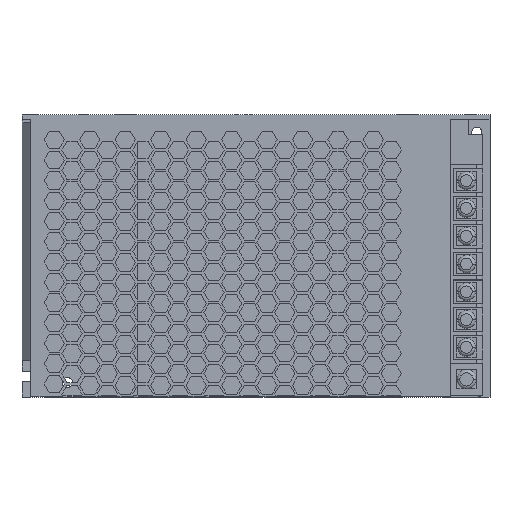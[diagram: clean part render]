
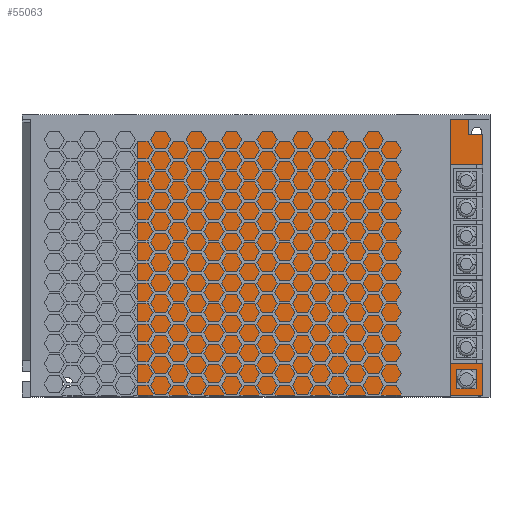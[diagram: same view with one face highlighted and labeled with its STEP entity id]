
A CAD part, top view. The second image highlights one B-rep face of the part: STEP entity #55063.
In plain terms, the highlighted planar face has unit normal (0, 0, 1).
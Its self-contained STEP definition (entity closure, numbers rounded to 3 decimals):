
#338 = EDGE_LOOP ( 'NONE', ( #81001, #3564, #23735, #20715 ) ) ;
#909 = LINE ( 'NONE', #7067, #62477 ) ;
#1197 = ORIENTED_EDGE ( 'NONE', *, *, #48462, .F. ) ;
#3233 = ORIENTED_EDGE ( 'NONE', *, *, #3717, .T. ) ;
#3564 = ORIENTED_EDGE ( 'NONE', *, *, #67971, .F. ) ;
#3717 = EDGE_CURVE ( 'NONE', #78254, #45286, #53736, .T. ) ;
#3794 = DIRECTION ( 'NONE',  ( 1., 0., 0. ) ) ;
#3814 = CARTESIAN_POINT ( 'NONE',  ( 71.75, -36.95, -29.5 ) ) ;
#6002 = ORIENTED_EDGE ( 'NONE', *, *, #54922, .T. ) ;
#6080 = ORIENTED_EDGE ( 'NONE', *, *, #41935, .F. ) ;
#6677 = VECTOR ( 'NONE', #22282, 1000. ) ;
#7067 = CARTESIAN_POINT ( 'NONE',  ( 71.75, 0., -29.5 ) ) ;
#7198 = CARTESIAN_POINT ( 'NONE',  ( 71.25, -36.95, -29.5 ) ) ;
#7530 = CARTESIAN_POINT ( 'NONE',  ( 71.75, -47.85, -29.5 ) ) ;
#8916 = CARTESIAN_POINT ( 'NONE',  ( 77.85, 41.45, -29.5 ) ) ;
#9509 = ORIENTED_EDGE ( 'NONE', *, *, #43818, .T. ) ;
#9543 = VERTEX_POINT ( 'NONE', #59774 ) ;
#9990 = AXIS2_PLACEMENT_3D ( 'NONE', #12796, #11589, #80346 ) ;
#10977 = CARTESIAN_POINT ( 'NONE',  ( 73.886, -45.7, -29.5 ) ) ;
#11056 = LINE ( 'NONE', #80591, #37715 ) ;
#11589 = DIRECTION ( 'NONE',  ( 0., 0., 1. ) ) ;
#12769 = VERTEX_POINT ( 'NONE', #79765 ) ;
#12796 = CARTESIAN_POINT ( 'NONE',  ( 0., 0., -29.5 ) ) ;
#13114 = CARTESIAN_POINT ( 'NONE',  ( 64.95, 30.95, -29.5 ) ) ;
#16291 = CARTESIAN_POINT ( 'NONE',  ( 80.486, -45.7, -29.5 ) ) ;
#16845 = EDGE_CURVE ( 'NONE', #75732, #9543, #70033, .T. ) ;
#17075 = ORIENTED_EDGE ( 'NONE', *, *, #32779, .F. ) ;
#17301 = CARTESIAN_POINT ( 'NONE',  ( 82.85, -47.85, -29.5 ) ) ;
#17364 = CARTESIAN_POINT ( 'NONE',  ( 82.85, -47.85, -29.5 ) ) ;
#18598 = ORIENTED_EDGE ( 'NONE', *, *, #28136, .T. ) ;
#19199 = VERTEX_POINT ( 'NONE', #75954 ) ;
#20317 = ORIENTED_EDGE ( 'NONE', *, *, #79928, .T. ) ;
#20506 = DIRECTION ( 'NONE',  ( -1., 0., 0. ) ) ;
#20715 = ORIENTED_EDGE ( 'NONE', *, *, #76394, .F. ) ;
#20916 = CARTESIAN_POINT ( 'NONE',  ( 73.886, -39.1, -29.5 ) ) ;
#21118 = VERTEX_POINT ( 'NONE', #3814 ) ;
#21582 = CARTESIAN_POINT ( 'NONE',  ( 77.85, 46.45, -29.5 ) ) ;
#22282 = DIRECTION ( 'NONE',  ( 0., 1., 0. ) ) ;
#22378 = DIRECTION ( 'NONE',  ( 0., -1., 0. ) ) ;
#22932 = VECTOR ( 'NONE', #63366, 1000. ) ;
#23735 = ORIENTED_EDGE ( 'NONE', *, *, #16845, .F. ) ;
#23769 = CARTESIAN_POINT ( 'NONE',  ( -35.096, -47.85, -29.5 ) ) ;
#25092 = PLANE ( 'NONE',  #9990 ) ;
#25700 = CARTESIAN_POINT ( 'NONE',  ( 82.85, -47.85, -29.5 ) ) ;
#26045 = EDGE_CURVE ( 'NONE', #44113, #39667, #51764, .T. ) ;
#26207 = DIRECTION ( 'NONE',  ( -1., 0., 0. ) ) ;
#26311 = LINE ( 'NONE', #70094, #77262 ) ;
#26954 = VERTEX_POINT ( 'NONE', #50164 ) ;
#26967 = ORIENTED_EDGE ( 'NONE', *, *, #46692, .T. ) ;
#27750 = CARTESIAN_POINT ( 'NONE',  ( 64.95, 30.95, -29.5 ) ) ;
#28136 = EDGE_CURVE ( 'NONE', #46103, #80693, #76728, .T. ) ;
#28827 = CARTESIAN_POINT ( 'NONE',  ( 77.85, 41.45, -29.5 ) ) ;
#29692 = VECTOR ( 'NONE', #3794, 1000. ) ;
#30641 = LINE ( 'NONE', #25700, #22932 ) ;
#32032 = DIRECTION ( 'NONE',  ( 0., 1., 0. ) ) ;
#32648 = EDGE_LOOP ( 'NONE', ( #17075, #3233, #42684, #37986, #6002, #44490, #9509, #38202, #45601, #26967, #6080, #1197, #18598, #20317 ) ) ;
#32779 = EDGE_CURVE ( 'NONE', #78254, #21118, #909, .T. ) ;
#33858 = VERTEX_POINT ( 'NONE', #27750 ) ;
#34574 = FACE_BOUND ( 'NONE', #338, .T. ) ;
#35275 = DIRECTION ( 'NONE',  ( 0., -1., 0. ) ) ;
#35539 = DIRECTION ( 'NONE',  ( 1., 0., 0. ) ) ;
#36024 = DIRECTION ( 'NONE',  ( 0., -1., 0. ) ) ;
#37216 = EDGE_CURVE ( 'NONE', #51045, #72821, #52693, .T. ) ;
#37556 = LINE ( 'NONE', #43301, #68728 ) ;
#37715 = VECTOR ( 'NONE', #36024, 1000. ) ;
#37986 = ORIENTED_EDGE ( 'NONE', *, *, #37216, .T. ) ;
#38191 = VECTOR ( 'NONE', #35539, 1000. ) ;
#38202 = ORIENTED_EDGE ( 'NONE', *, *, #48867, .T. ) ;
#39092 = DIRECTION ( 'NONE',  ( 0., -1., 0. ) ) ;
#39667 = VERTEX_POINT ( 'NONE', #7198 ) ;
#40393 = DIRECTION ( 'NONE',  ( -1., 0., 0. ) ) ;
#41935 = EDGE_CURVE ( 'NONE', #33858, #26954, #59627, .T. ) ;
#42011 = DIRECTION ( 'NONE',  ( -1., 0., 0. ) ) ;
#42684 = ORIENTED_EDGE ( 'NONE', *, *, #43491, .T. ) ;
#43301 = CARTESIAN_POINT ( 'NONE',  ( 64.95, -36.95, -29.5 ) ) ;
#43491 = EDGE_CURVE ( 'NONE', #45286, #51045, #53384, .T. ) ;
#43818 = EDGE_CURVE ( 'NONE', #62905, #52583, #26311, .T. ) ;
#44113 = VERTEX_POINT ( 'NONE', #51596 ) ;
#44490 = ORIENTED_EDGE ( 'NONE', *, *, #46569, .T. ) ;
#45122 = VECTOR ( 'NONE', #26207, 1000. ) ;
#45286 = VERTEX_POINT ( 'NONE', #73602 ) ;
#45601 = ORIENTED_EDGE ( 'NONE', *, *, #26045, .T. ) ;
#46103 = VERTEX_POINT ( 'NONE', #74483 ) ;
#46243 = VECTOR ( 'NONE', #20506, 1000. ) ;
#46569 = EDGE_CURVE ( 'NONE', #19199, #62905, #76807, .T. ) ;
#46692 = EDGE_CURVE ( 'NONE', #39667, #26954, #78844, .T. ) ;
#47691 = VERTEX_POINT ( 'NONE', #63355 ) ;
#48462 = EDGE_CURVE ( 'NONE', #46103, #33858, #69177, .T. ) ;
#48867 = EDGE_CURVE ( 'NONE', #52583, #44113, #30641, .T. ) ;
#49543 = CARTESIAN_POINT ( 'NONE',  ( 82.75, -36.95, -29.5 ) ) ;
#50164 = CARTESIAN_POINT ( 'NONE',  ( 64.95, -36.95, -29.5 ) ) ;
#51045 = VERTEX_POINT ( 'NONE', #58166 ) ;
#51596 = CARTESIAN_POINT ( 'NONE',  ( 71.25, -47.85, -29.5 ) ) ;
#51764 = LINE ( 'NONE', #78314, #80821 ) ;
#52583 = VERTEX_POINT ( 'NONE', #23769 ) ;
#52693 = LINE ( 'NONE', #71503, #66097 ) ;
#53384 = LINE ( 'NONE', #17364, #6677 ) ;
#53736 = LINE ( 'NONE', #17301, #29692 ) ;
#54201 = DIRECTION ( 'NONE',  ( 0., 1., 0. ) ) ;
#54922 = EDGE_CURVE ( 'NONE', #72821, #19199, #71803, .T. ) ;
#55063 = ADVANCED_FACE ( 'NONE', ( #77941, #34574 ), #25092, .T. ) ;
#55762 = CARTESIAN_POINT ( 'NONE',  ( -35.096, 46.45, -29.5 ) ) ;
#56972 = VECTOR ( 'NONE', #54201, 1000. ) ;
#57506 = CARTESIAN_POINT ( 'NONE',  ( 82.75, 30.95, -29.5 ) ) ;
#58166 = CARTESIAN_POINT ( 'NONE',  ( 82.85, 41.45, -29.5 ) ) ;
#59627 = LINE ( 'NONE', #73090, #78548 ) ;
#59774 = CARTESIAN_POINT ( 'NONE',  ( 73.886, -39.1, -29.5 ) ) ;
#60091 = VECTOR ( 'NONE', #39092, 1000. ) ;
#62477 = VECTOR ( 'NONE', #32032, 1000. ) ;
#62905 = VERTEX_POINT ( 'NONE', #55762 ) ;
#63355 = CARTESIAN_POINT ( 'NONE',  ( 80.486, -45.7, -29.5 ) ) ;
#63366 = DIRECTION ( 'NONE',  ( 1., 0., 0. ) ) ;
#63850 = EDGE_CURVE ( 'NONE', #12769, #47691, #80113, .T. ) ;
#64552 = VECTOR ( 'NONE', #42011, 1000. ) ;
#65248 = DIRECTION ( 'NONE',  ( 0., 1., 0. ) ) ;
#66097 = VECTOR ( 'NONE', #40393, 1000. ) ;
#66611 = LINE ( 'NONE', #16291, #80286 ) ;
#67971 = EDGE_CURVE ( 'NONE', #9543, #12769, #11056, .T. ) ;
#68670 = DIRECTION ( 'NONE',  ( -1., 0., 0. ) ) ;
#68728 = VECTOR ( 'NONE', #68670, 1000. ) ;
#69177 = LINE ( 'NONE', #13114, #45122 ) ;
#70033 = LINE ( 'NONE', #20916, #46243 ) ;
#70094 = CARTESIAN_POINT ( 'NONE',  ( -35.096, -47.85, -29.5 ) ) ;
#70274 = DIRECTION ( 'NONE',  ( -1., 0., 0. ) ) ;
#71503 = CARTESIAN_POINT ( 'NONE',  ( 82.85, 41.45, -29.5 ) ) ;
#71803 = LINE ( 'NONE', #28827, #56972 ) ;
#71891 = CARTESIAN_POINT ( 'NONE',  ( 64.95, -36.95, -29.5 ) ) ;
#72821 = VERTEX_POINT ( 'NONE', #8916 ) ;
#73090 = CARTESIAN_POINT ( 'NONE',  ( 64.95, 30.95, -29.5 ) ) ;
#73602 = CARTESIAN_POINT ( 'NONE',  ( 82.85, -47.85, -29.5 ) ) ;
#74483 = CARTESIAN_POINT ( 'NONE',  ( 82.75, 30.95, -29.5 ) ) ;
#75732 = VERTEX_POINT ( 'NONE', #75736 ) ;
#75736 = CARTESIAN_POINT ( 'NONE',  ( 80.486, -39.1, -29.5 ) ) ;
#75954 = CARTESIAN_POINT ( 'NONE',  ( 77.85, 46.45, -29.5 ) ) ;
#76394 = EDGE_CURVE ( 'NONE', #47691, #75732, #66611, .T. ) ;
#76728 = LINE ( 'NONE', #57506, #60091 ) ;
#76807 = LINE ( 'NONE', #21582, #78842 ) ;
#77262 = VECTOR ( 'NONE', #35275, 1000. ) ;
#77941 = FACE_OUTER_BOUND ( 'NONE', #32648, .T. ) ;
#78254 = VERTEX_POINT ( 'NONE', #7530 ) ;
#78314 = CARTESIAN_POINT ( 'NONE',  ( 71.25, 0., -29.5 ) ) ;
#78548 = VECTOR ( 'NONE', #22378, 1000. ) ;
#78842 = VECTOR ( 'NONE', #70274, 1000. ) ;
#78844 = LINE ( 'NONE', #71891, #64552 ) ;
#78899 = DIRECTION ( 'NONE',  ( 0., 1., 0. ) ) ;
#79765 = CARTESIAN_POINT ( 'NONE',  ( 73.886, -45.7, -29.5 ) ) ;
#79928 = EDGE_CURVE ( 'NONE', #80693, #21118, #37556, .T. ) ;
#80113 = LINE ( 'NONE', #10977, #38191 ) ;
#80286 = VECTOR ( 'NONE', #78899, 1000. ) ;
#80346 = DIRECTION ( 'NONE',  ( 1., 0., 0. ) ) ;
#80591 = CARTESIAN_POINT ( 'NONE',  ( 73.886, -45.7, -29.5 ) ) ;
#80693 = VERTEX_POINT ( 'NONE', #49543 ) ;
#80821 = VECTOR ( 'NONE', #65248, 1000. ) ;
#81001 = ORIENTED_EDGE ( 'NONE', *, *, #63850, .F. ) ;
